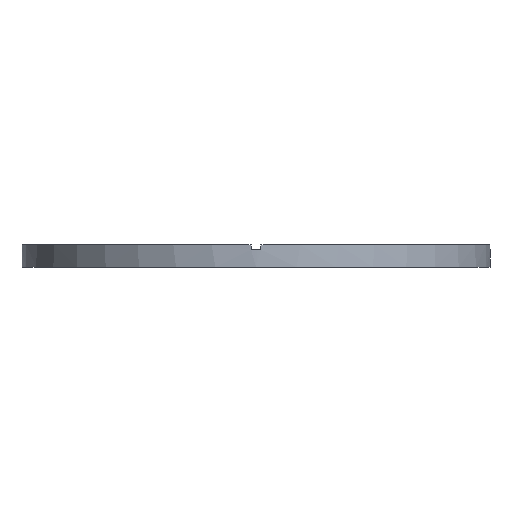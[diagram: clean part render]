
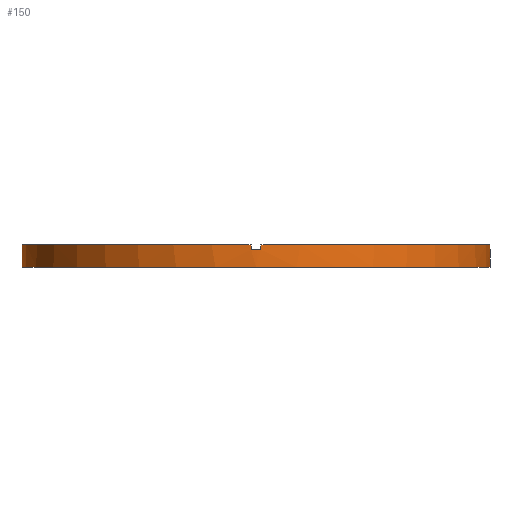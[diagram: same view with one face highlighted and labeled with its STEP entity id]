
A CAD part, front view. The second image highlights one B-rep face of the part: STEP entity #150.
In plain terms, the highlighted cylindrical face has radius 47 mm (diameter 94 mm), a partial arc.
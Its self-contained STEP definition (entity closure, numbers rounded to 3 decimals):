
#4 = LINE ( 'NONE', #335, #760 ) ;
#10 = EDGE_LOOP ( 'NONE', ( #211, #484, #194, #402, #761, #656, #735, #734, #152, #149, #739, #217 ) ) ;
#14 = VERTEX_POINT ( 'NONE', #276 ) ;
#23 = AXIS2_PLACEMENT_3D ( 'NONE', #111, #26, #126 ) ;
#26 = DIRECTION ( 'NONE',  ( 0., 0., 1. ) ) ;
#31 = EDGE_CURVE ( 'NONE', #158, #542, #461, .T. ) ;
#45 = CARTESIAN_POINT ( 'NONE',  ( -47., 0., 0. ) ) ;
#46 = CARTESIAN_POINT ( 'NONE',  ( 46.989, -1., 4.5 ) ) ;
#62 = CARTESIAN_POINT ( 'NONE',  ( -46.989, -1., 3.5 ) ) ;
#63 = AXIS2_PLACEMENT_3D ( 'NONE', #206, #751, #538 ) ;
#74 = CARTESIAN_POINT ( 'NONE',  ( 1., -46.989, 4.5 ) ) ;
#77 = CARTESIAN_POINT ( 'NONE',  ( 0., 0., 0. ) ) ;
#89 = CARTESIAN_POINT ( 'NONE',  ( -47., 0., 3.5 ) ) ;
#94 = VECTOR ( 'NONE', #640, 1000. ) ;
#100 = DIRECTION ( 'NONE',  ( -1., 0., 0. ) ) ;
#106 = AXIS2_PLACEMENT_3D ( 'NONE', #228, #279, #395 ) ;
#111 = CARTESIAN_POINT ( 'NONE',  ( 0., 0., 3.5 ) ) ;
#114 = LINE ( 'NONE', #768, #517 ) ;
#115 = FACE_OUTER_BOUND ( 'NONE', #10, .T. ) ;
#119 = CYLINDRICAL_SURFACE ( 'NONE', #663, 47. ) ;
#123 = EDGE_CURVE ( 'NONE', #424, #421, #705, .T. ) ;
#126 = DIRECTION ( 'NONE',  ( 1., 0., 0. ) ) ;
#141 = CARTESIAN_POINT ( 'NONE',  ( 47., 0., 0. ) ) ;
#149 = ORIENTED_EDGE ( 'NONE', *, *, #234, .F. ) ;
#150 = ADVANCED_FACE ( 'NONE', ( #115 ), #119, .T. ) ;
#152 = ORIENTED_EDGE ( 'NONE', *, *, #440, .T. ) ;
#158 = VERTEX_POINT ( 'NONE', #641 ) ;
#160 = DIRECTION ( 'NONE',  ( 0., 0., -1. ) ) ;
#164 = CARTESIAN_POINT ( 'NONE',  ( 1., -46.989, 3.5 ) ) ;
#173 = DIRECTION ( 'NONE',  ( 0., 0., 1. ) ) ;
#180 = VERTEX_POINT ( 'NONE', #46 ) ;
#185 = CARTESIAN_POINT ( 'NONE',  ( 46.989, -1., 3.5 ) ) ;
#194 = ORIENTED_EDGE ( 'NONE', *, *, #364, .T. ) ;
#200 = VERTEX_POINT ( 'NONE', #303 ) ;
#206 = CARTESIAN_POINT ( 'NONE',  ( 0., 0., 3.5 ) ) ;
#211 = ORIENTED_EDGE ( 'NONE', *, *, #31, .F. ) ;
#212 = DIRECTION ( 'NONE',  ( 0., 0., 1. ) ) ;
#217 = ORIENTED_EDGE ( 'NONE', *, *, #452, .T. ) ;
#228 = CARTESIAN_POINT ( 'NONE',  ( 0., 0., 4.5 ) ) ;
#234 = EDGE_CURVE ( 'NONE', #424, #763, #385, .T. ) ;
#242 = VERTEX_POINT ( 'NONE', #164 ) ;
#257 = VERTEX_POINT ( 'NONE', #401 ) ;
#260 = VERTEX_POINT ( 'NONE', #185 ) ;
#272 = CIRCLE ( 'NONE', #620, 47. ) ;
#276 = CARTESIAN_POINT ( 'NONE',  ( -1., -46.989, 3.5 ) ) ;
#277 = AXIS2_PLACEMENT_3D ( 'NONE', #297, #680, #593 ) ;
#279 = DIRECTION ( 'NONE',  ( 0., 0., 1. ) ) ;
#285 = DIRECTION ( 'NONE',  ( 0., 0., 1. ) ) ;
#297 = CARTESIAN_POINT ( 'NONE',  ( 0., 0., 4.5 ) ) ;
#303 = CARTESIAN_POINT ( 'NONE',  ( -46.989, -1., 4.5 ) ) ;
#328 = CARTESIAN_POINT ( 'NONE',  ( 47., 0., 4.5 ) ) ;
#332 = DIRECTION ( 'NONE',  ( 1., 0., 0. ) ) ;
#335 = CARTESIAN_POINT ( 'NONE',  ( 1., -46.989, 4.5 ) ) ;
#341 = EDGE_CURVE ( 'NONE', #14, #242, #607, .T. ) ;
#352 = DIRECTION ( 'NONE',  ( 0., 0., -1. ) ) ;
#353 = EDGE_CURVE ( 'NONE', #537, #180, #599, .T. ) ;
#362 = LINE ( 'NONE', #568, #94 ) ;
#364 = EDGE_CURVE ( 'NONE', #260, #180, #362, .T. ) ;
#370 = DIRECTION ( 'NONE',  ( 0., 0., -1. ) ) ;
#377 = CARTESIAN_POINT ( 'NONE',  ( -47., 0., 4.5 ) ) ;
#384 = DIRECTION ( 'NONE',  ( 0., 0., -1. ) ) ;
#385 = CIRCLE ( 'NONE', #23, 47. ) ;
#395 = DIRECTION ( 'NONE',  ( 1., 0., 0. ) ) ;
#401 = CARTESIAN_POINT ( 'NONE',  ( -1., -46.989, 4.5 ) ) ;
#402 = ORIENTED_EDGE ( 'NONE', *, *, #353, .F. ) ;
#407 = DIRECTION ( 'NONE',  ( 1., 0., 0. ) ) ;
#421 = VERTEX_POINT ( 'NONE', #45 ) ;
#424 = VERTEX_POINT ( 'NONE', #89 ) ;
#440 = EDGE_CURVE ( 'NONE', #200, #763, #627, .T. ) ;
#452 = EDGE_CURVE ( 'NONE', #421, #542, #612, .T. ) ;
#453 = VECTOR ( 'NONE', #384, 1000. ) ;
#461 = LINE ( 'NONE', #328, #469 ) ;
#469 = VECTOR ( 'NONE', #370, 1000. ) ;
#484 = ORIENTED_EDGE ( 'NONE', *, *, #683, .F. ) ;
#490 = EDGE_CURVE ( 'NONE', #14, #257, #114, .T. ) ;
#507 = EDGE_CURVE ( 'NONE', #200, #257, #527, .T. ) ;
#516 = DIRECTION ( 'NONE',  ( 0., 0., -1. ) ) ;
#517 = VECTOR ( 'NONE', #212, 1000. ) ;
#527 = CIRCLE ( 'NONE', #277, 47. ) ;
#533 = EDGE_CURVE ( 'NONE', #537, #242, #4, .T. ) ;
#537 = VERTEX_POINT ( 'NONE', #74 ) ;
#538 = DIRECTION ( 'NONE',  ( 1., 0., 0. ) ) ;
#542 = VERTEX_POINT ( 'NONE', #141 ) ;
#548 = CARTESIAN_POINT ( 'NONE',  ( -46.989, -1., 4.5 ) ) ;
#568 = CARTESIAN_POINT ( 'NONE',  ( 46.989, -1., 4.5 ) ) ;
#593 = DIRECTION ( 'NONE',  ( 1., 0., 0. ) ) ;
#599 = CIRCLE ( 'NONE', #106, 47. ) ;
#603 = AXIS2_PLACEMENT_3D ( 'NONE', #77, #173, #407 ) ;
#607 = CIRCLE ( 'NONE', #63, 47. ) ;
#609 = VECTOR ( 'NONE', #352, 1000. ) ;
#612 = CIRCLE ( 'NONE', #603, 47. ) ;
#620 = AXIS2_PLACEMENT_3D ( 'NONE', #635, #285, #332 ) ;
#627 = LINE ( 'NONE', #548, #609 ) ;
#631 = CARTESIAN_POINT ( 'NONE',  ( 0., 0., 4.5 ) ) ;
#635 = CARTESIAN_POINT ( 'NONE',  ( 0., 0., 3.5 ) ) ;
#640 = DIRECTION ( 'NONE',  ( 0., 0., 1. ) ) ;
#641 = CARTESIAN_POINT ( 'NONE',  ( 47., 0., 3.5 ) ) ;
#656 = ORIENTED_EDGE ( 'NONE', *, *, #341, .F. ) ;
#663 = AXIS2_PLACEMENT_3D ( 'NONE', #631, #516, #100 ) ;
#680 = DIRECTION ( 'NONE',  ( 0., 0., 1. ) ) ;
#683 = EDGE_CURVE ( 'NONE', #260, #158, #272, .T. ) ;
#705 = LINE ( 'NONE', #377, #453 ) ;
#734 = ORIENTED_EDGE ( 'NONE', *, *, #507, .F. ) ;
#735 = ORIENTED_EDGE ( 'NONE', *, *, #490, .T. ) ;
#739 = ORIENTED_EDGE ( 'NONE', *, *, #123, .T. ) ;
#751 = DIRECTION ( 'NONE',  ( 0., 0., 1. ) ) ;
#760 = VECTOR ( 'NONE', #160, 1000. ) ;
#761 = ORIENTED_EDGE ( 'NONE', *, *, #533, .T. ) ;
#763 = VERTEX_POINT ( 'NONE', #62 ) ;
#768 = CARTESIAN_POINT ( 'NONE',  ( -1., -46.989, 4.5 ) ) ;
